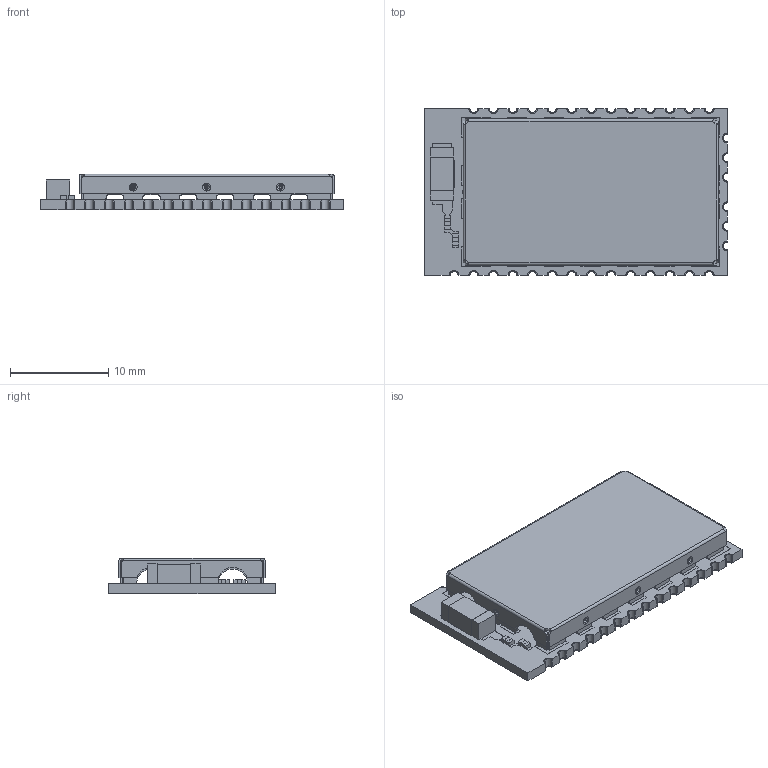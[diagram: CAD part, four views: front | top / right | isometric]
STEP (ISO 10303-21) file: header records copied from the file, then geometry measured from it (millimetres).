
FILE_DESCRIPTION( ( 'Unknown' ), '1' );
FILE_NAME( 'AMB2220.stp', 'Unknown', ( 'Unknown' ), ( 'Unknown' ), 'PSStep 19.0.9', 'Unknown', ' ' );
FILE_SCHEMA( ( 'AUTOMOTIVE_DESIGN { 1 0 10303 214 1 1 1 1 }' ) );
Length unit declared in the file: millimetre
Products named in the file (31): Assem1; PCB; solder_pin; asm_Pad; AMB004F; AMB004C; RI_big; RI_small
Assembly tree (63 placements, depth 2):
  Assem1
    PCB
    solder_pin  x33
    asm_Pad
    asm_Pad
    asm_Pad
    asm_Pad
    asm_Pad
    asm_Pad
    asm_Pad
    asm_Pad
    asm_Pad
    asm_Pad
    asm_Pad
    asm_Pad
    asm_Pad
    asm_Pad
    asm_Pad
    asm_Pad
    asm_Pad
    asm_Pad
    asm_Pad
    asm_Pad
    asm_Pad
    asm_Pad
    asm_Pad
    asm_Pad
    AMB004F
    AMB004C
    RI_big
    RI_small  x2
Bounding box: 30.85 x 17 x 3.61 mm (x, y, z)
Volume: 706.5 mm3; surface area: 3236.8 mm2
Topology: 63 solids, 63 shells, 1068 faces, 2548 edges, 1628 vertices
Faces by surface type: plane 817, cylinder 187, bspline 24, torus 24, cone 16
Full cylindrical faces by diameter (mm): 0.8 x10
Entity records: 28174 total; most frequent: CARTESIAN_POINT 4478, DIRECTION 3524, ORIENTED_EDGE 3468, EDGE_CURVE 1734, LINE 1424, VECTOR 1424, VERTEX_POINT 1140, AXIS2_PLACEMENT_3D 1050
